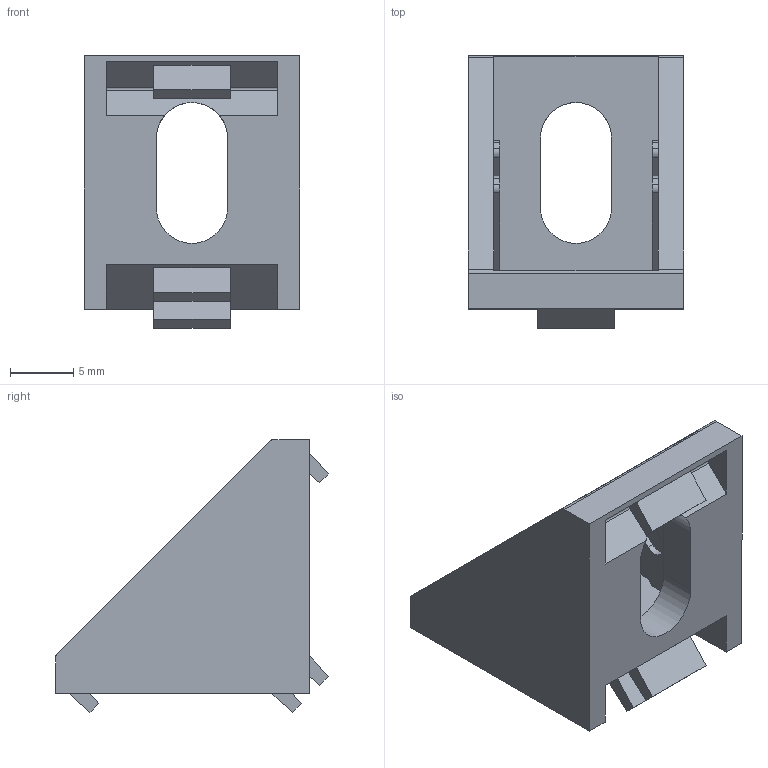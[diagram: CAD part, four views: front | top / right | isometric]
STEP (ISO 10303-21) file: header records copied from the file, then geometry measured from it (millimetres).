
FILE_DESCRIPTION(('FreeCAD Model'),'2;1');
FILE_NAME('Open CASCADE Shape Model','2024-03-19T11:18:13',(''),(''), 'Open CASCADE STEP processor 7.6','FreeCAD','Unknown');
FILE_SCHEMA(('AUTOMOTIVE_DESIGN { 1 0 10303 214 1 1 1 1 }'));
Length unit declared in the file: millimetre
Products named in the file (2): STB6-E2020; _093W201N06a
Assembly tree (1 placements, depth 2):
  STB6-E2020
    _093W201N06a
Bounding box: 17 x 21.5 x 21.5 mm (x, y, z)
Volume: 2048.9 mm3; surface area: 2276.7 mm2
Topology: 1 solids, 1 shells, 79 faces, 219 edges, 146 vertices
Faces by surface type: plane 61, cylinder 18
Entity records: 5471 total; most frequent: CARTESIAN_POINT 962, DIRECTION 856, LINE 567, VECTOR 567, ORIENTED_EDGE 438, PCURVE 438, DEFINITIONAL_REPRESENTATION 438, EDGE_CURVE 219
